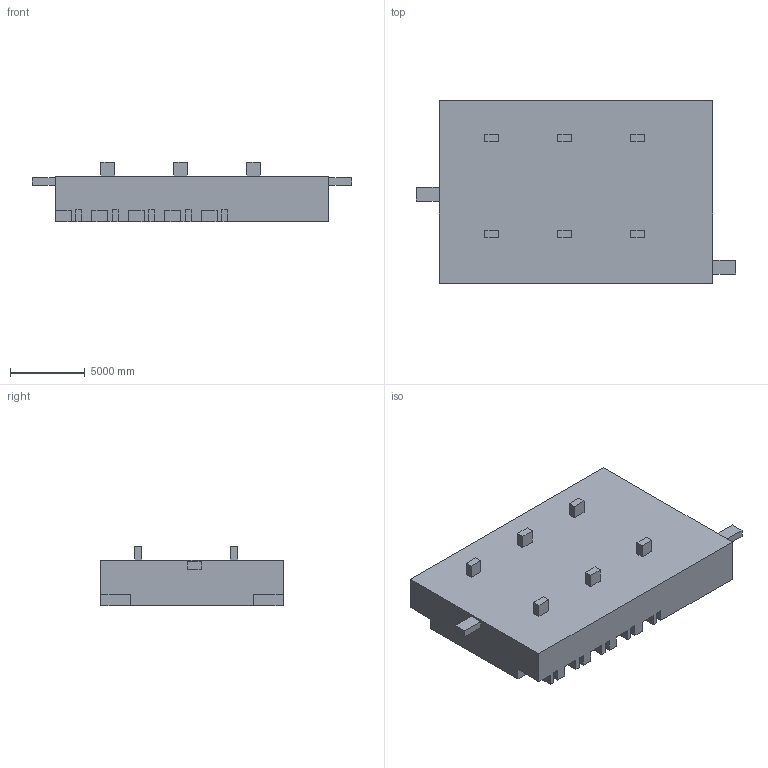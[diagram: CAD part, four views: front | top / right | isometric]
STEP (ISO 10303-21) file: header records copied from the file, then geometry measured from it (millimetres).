
FILE_DESCRIPTION(('FreeCAD Model'),'2;1');
FILE_NAME('flow_domain.step','2021-11-01T16:36:32',('Author'),(''), 'Open CASCADE STEP processor 7.3','FreeCAD','Unknown');
FILE_SCHEMA(('AUTOMOTIVE_DESIGN { 1 0 10303 214 1 1 1 1 }'));
Length unit declared in the file: millimetre
Products named in the file (1): flow_domain
Bounding box: 21336 x 12192 x 3962.4 mm (x, y, z)
Volume: 649060974602.2 mm3; surface area: 686155840.6 mm2
Topology: 1 solids, 1 shells, 127 faces, 351 edges, 234 vertices
Faces by surface type: plane 127
Entity records: 9365 total; most frequent: CARTESIAN_POINT 1479, DIRECTION 1245, LINE 989, VECTOR 989, ORIENTED_EDGE 702, PCURVE 702, DEFINITIONAL_REPRESENTATION 702, EDGE_CURVE 351
